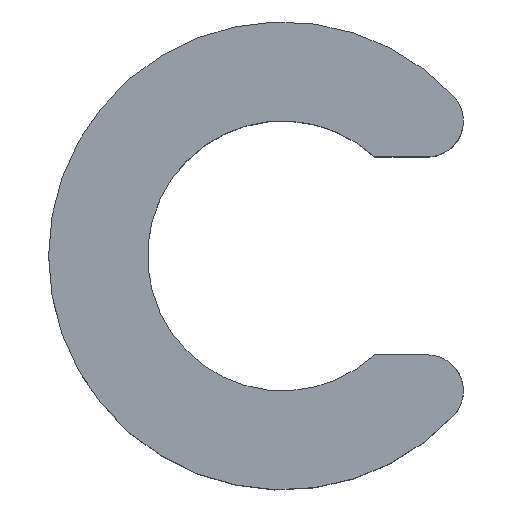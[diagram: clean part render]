
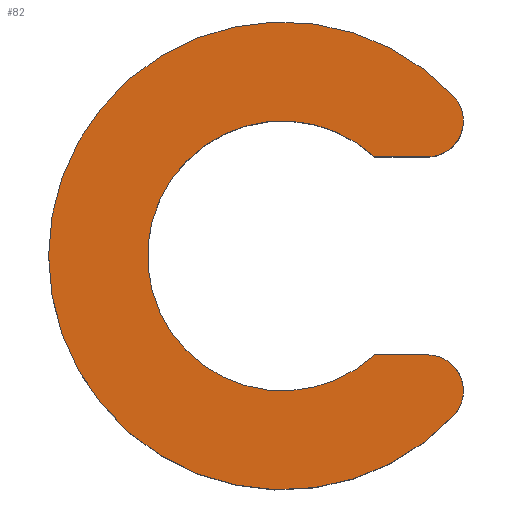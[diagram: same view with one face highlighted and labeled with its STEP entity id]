
A CAD part, top view. The second image highlights one B-rep face of the part: STEP entity #82.
In plain terms, the highlighted planar face has unit normal (0, 0, 1).
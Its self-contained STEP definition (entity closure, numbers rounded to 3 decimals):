
#82 = ADVANCED_FACE( '', ( #99 ), #100, .F. );
#99 = FACE_OUTER_BOUND( '', #117, .T. );
#100 = PLANE( '', #118 );
#117 = EDGE_LOOP( '', ( #174, #175, #176, #177, #178, #179 ) );
#118 = AXIS2_PLACEMENT_3D( '', #180, #181, #182 );
#174 = ORIENTED_EDGE( '', *, *, #207, .T. );
#175 = ORIENTED_EDGE( '', *, *, #205, .T. );
#176 = ORIENTED_EDGE( '', *, *, #204, .F. );
#177 = ORIENTED_EDGE( '', *, *, #209, .T. );
#178 = ORIENTED_EDGE( '', *, *, #201, .T. );
#179 = ORIENTED_EDGE( '', *, *, #210, .T. );
#180 = CARTESIAN_POINT( '', ( 0., 0., 5. ) );
#181 = DIRECTION( '', ( 0., 0., -1. ) );
#182 = DIRECTION( '', ( -1., 0., 0. ) );
#201 = EDGE_CURVE( '', #228, #230, #232, .T. );
#204 = EDGE_CURVE( '', #235, #233, #237, .T. );
#205 = EDGE_CURVE( '', #238, #233, #239, .F. );
#207 = EDGE_CURVE( '', #241, #238, #242, .T. );
#209 = EDGE_CURVE( '', #235, #228, #244, .F. );
#210 = EDGE_CURVE( '', #230, #241, #245, .T. );
#228 = VERTEX_POINT( '', #291 );
#230 = VERTEX_POINT( '', #294 );
#232 = LINE( '', #297, #298 );
#233 = VERTEX_POINT( '', #299 );
#235 = VERTEX_POINT( '', #302 );
#237 = CIRCLE( '', #305, 6.5 );
#238 = VERTEX_POINT( '', #306 );
#239 = CIRCLE( '', #307, 1. );
#241 = VERTEX_POINT( '', #310 );
#242 = LINE( '', #311, #312 );
#244 = CIRCLE( '', #315, 1. );
#245 = CIRCLE( '', #316, 3.75 );
#291 = CARTESIAN_POINT( '', ( 4.023, -2.75, 5. ) );
#294 = CARTESIAN_POINT( '', ( 2.55, -2.75, 5. ) );
#297 = CARTESIAN_POINT( '', ( 0., -2.75, 5. ) );
#298 = VECTOR( '', #330, 1000. );
#299 = CARTESIAN_POINT( '', ( 4.755, 4.432, 5. ) );
#302 = CARTESIAN_POINT( '', ( 4.755, -4.432, 5. ) );
#305 = AXIS2_PLACEMENT_3D( '', #333, #334, #335 );
#306 = CARTESIAN_POINT( '', ( 4.023, 2.75, 5. ) );
#307 = AXIS2_PLACEMENT_3D( '', #336, #337, #338 );
#310 = CARTESIAN_POINT( '', ( 2.55, 2.75, 5. ) );
#311 = CARTESIAN_POINT( '', ( 0., 2.75, 5. ) );
#312 = VECTOR( '', #340, 1000. );
#315 = AXIS2_PLACEMENT_3D( '', #342, #343, #344 );
#316 = AXIS2_PLACEMENT_3D( '', #345, #346, #347 );
#330 = DIRECTION( '', ( -1., 0., 0. ) );
#333 = CARTESIAN_POINT( '', ( 0., 0., 5. ) );
#334 = DIRECTION( '', ( 0., 0., -1. ) );
#335 = DIRECTION( '', ( 1., 0., 0. ) );
#336 = CARTESIAN_POINT( '', ( 4.023, 3.75, 5. ) );
#337 = DIRECTION( '', ( 0., 0., -1. ) );
#338 = DIRECTION( '', ( -1., 0., 0. ) );
#340 = DIRECTION( '', ( 1., 0., 0. ) );
#342 = CARTESIAN_POINT( '', ( 4.023, -3.75, 5. ) );
#343 = DIRECTION( '', ( 0., 0., -1. ) );
#344 = DIRECTION( '', ( -1., 0., 0. ) );
#345 = CARTESIAN_POINT( '', ( 0., 0., 5. ) );
#346 = DIRECTION( '', ( 0., 0., -1. ) );
#347 = DIRECTION( '', ( 1., 0., 0. ) );
